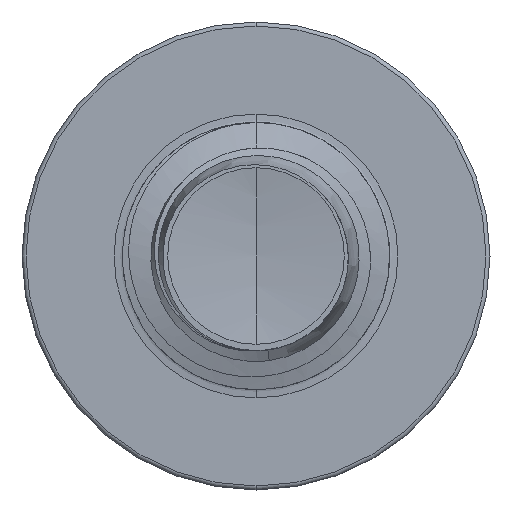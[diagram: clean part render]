
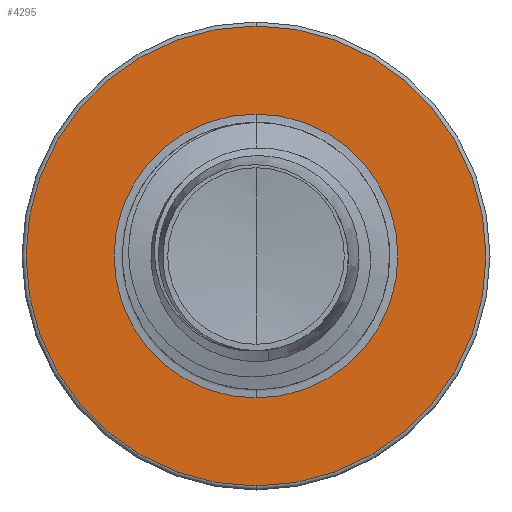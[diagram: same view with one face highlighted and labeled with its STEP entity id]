
A CAD part, front view. The second image highlights one B-rep face of the part: STEP entity #4295.
In plain terms, the highlighted planar face has unit normal (0, -1, 0).
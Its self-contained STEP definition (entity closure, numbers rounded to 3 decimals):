
#736 = CIRCLE ( 'NONE', #8107, 5.16 ) ;
#2318 = CARTESIAN_POINT ( 'NONE',  ( 0., 8.5, -3.186 ) ) ;
#2429 = CARTESIAN_POINT ( 'NONE',  ( 0., 8.5, 3.186 ) ) ;
#2735 = VERTEX_POINT ( 'NONE', #13364 ) ;
#3035 = CIRCLE ( 'NONE', #16192, 5.16 ) ;
#4295 = ADVANCED_FACE ( 'NONE', ( #14908, #5624 ), #7766, .F. ) ;
#5479 = CARTESIAN_POINT ( 'NONE',  ( 0., 8.5, 0. ) ) ;
#5624 = FACE_BOUND ( 'NONE', #16310, .T. ) ;
#6082 = EDGE_CURVE ( 'NONE', #6090, #16662, #8488, .T. ) ;
#6090 = VERTEX_POINT ( 'NONE', #2318 ) ;
#6441 = DIRECTION ( 'NONE',  ( 0., 1., 0. ) ) ;
#6801 = DIRECTION ( 'NONE',  ( 0., 0., 1. ) ) ;
#7098 = ORIENTED_EDGE ( 'NONE', *, *, #16175, .T. ) ;
#7602 = CARTESIAN_POINT ( 'NONE',  ( 0., 8.5, 0. ) ) ;
#7665 = ORIENTED_EDGE ( 'NONE', *, *, #6082, .T. ) ;
#7752 = CARTESIAN_POINT ( 'NONE',  ( 0., 8.5, 0. ) ) ;
#7766 = PLANE ( 'NONE',  #13886 ) ;
#8107 = AXIS2_PLACEMENT_3D ( 'NONE', #5479, #14338, #6801 ) ;
#8488 = CIRCLE ( 'NONE', #12159, 3.186 ) ;
#8802 = EDGE_CURVE ( 'NONE', #2735, #12329, #736, .T. ) ;
#8897 = DIRECTION ( 'NONE',  ( 0., 0., 1. ) ) ;
#9055 = DIRECTION ( 'NONE',  ( 0., 0., 1. ) ) ;
#9072 = DIRECTION ( 'NONE',  ( 0., 0., 1. ) ) ;
#9653 = CIRCLE ( 'NONE', #15876, 3.186 ) ;
#10070 = ORIENTED_EDGE ( 'NONE', *, *, #15735, .F. ) ;
#10176 = EDGE_LOOP ( 'NONE', ( #11835, #10070 ) ) ;
#11835 = ORIENTED_EDGE ( 'NONE', *, *, #8802, .F. ) ;
#12159 = AXIS2_PLACEMENT_3D ( 'NONE', #7752, #16440, #9055 ) ;
#12329 = VERTEX_POINT ( 'NONE', #15117 ) ;
#12742 = CARTESIAN_POINT ( 'NONE',  ( 0., 8.5, -3.186 ) ) ;
#13364 = CARTESIAN_POINT ( 'NONE',  ( 0., 8.5, 5.16 ) ) ;
#13886 = AXIS2_PLACEMENT_3D ( 'NONE', #12742, #16458, #9072 ) ;
#13995 = CARTESIAN_POINT ( 'NONE',  ( 0., 8.5, 0. ) ) ;
#14338 = DIRECTION ( 'NONE',  ( 0., 1., 0. ) ) ;
#14908 = FACE_OUTER_BOUND ( 'NONE', #10176, .T. ) ;
#15117 = CARTESIAN_POINT ( 'NONE',  ( 0., 8.5, -5.16 ) ) ;
#15207 = DIRECTION ( 'NONE',  ( 0., 0., 1. ) ) ;
#15735 = EDGE_CURVE ( 'NONE', #12329, #2735, #3035, .T. ) ;
#15876 = AXIS2_PLACEMENT_3D ( 'NONE', #13995, #6441, #15207 ) ;
#16175 = EDGE_CURVE ( 'NONE', #16662, #6090, #9653, .T. ) ;
#16192 = AXIS2_PLACEMENT_3D ( 'NONE', #7602, #16301, #8897 ) ;
#16301 = DIRECTION ( 'NONE',  ( 0., 1., 0. ) ) ;
#16310 = EDGE_LOOP ( 'NONE', ( #7098, #7665 ) ) ;
#16440 = DIRECTION ( 'NONE',  ( 0., 1., 0. ) ) ;
#16458 = DIRECTION ( 'NONE',  ( 0., 1., 0. ) ) ;
#16662 = VERTEX_POINT ( 'NONE', #2429 ) ;
